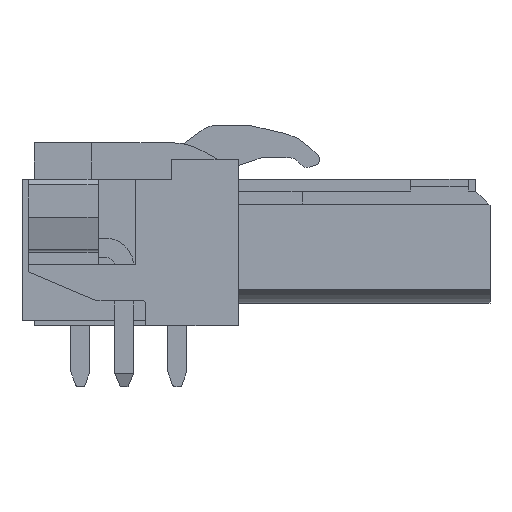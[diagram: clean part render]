
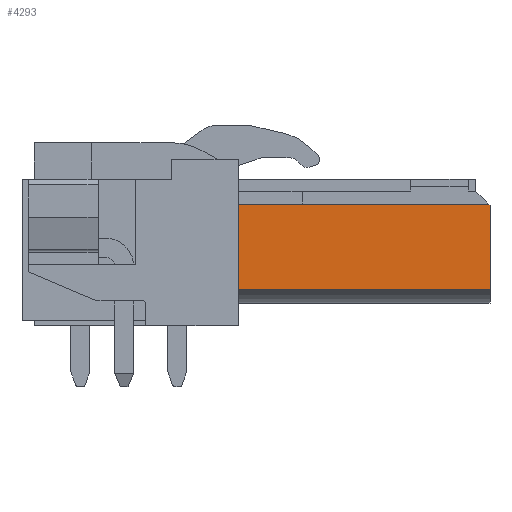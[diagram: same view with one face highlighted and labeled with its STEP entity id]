
A CAD part, left-side view. The second image highlights one B-rep face of the part: STEP entity #4293.
In plain terms, the highlighted planar face has unit normal (-1, 0, 0).
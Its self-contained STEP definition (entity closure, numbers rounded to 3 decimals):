
#4267=AXIS2_PLACEMENT_3D('Plane Axis2P3D',#4264,#4265,#4266) ;
#3980=CARTESIAN_POINT('Vertex',(5.64,13.2,5.12)) ;
#3996=CARTESIAN_POINT('Vertex',(5.64,0.,5.12)) ;
#3999=CARTESIAN_POINT('Line Origine',(5.64,6.6,5.12)) ;
#4240=CARTESIAN_POINT('Vertex',(5.64,13.2,9.59)) ;
#4243=CARTESIAN_POINT('Line Origine',(5.64,6.635,9.59)) ;
#4247=CARTESIAN_POINT('Vertex',(5.64,0.07,9.59)) ;
#4264=CARTESIAN_POINT('Axis2P3D Location',(5.64,0.,10.27)) ;
#4269=CARTESIAN_POINT('Line Origine',(5.64,0.035,9.555)) ;
#4273=CARTESIAN_POINT('Vertex',(5.64,0.,9.52)) ;
#4276=CARTESIAN_POINT('Line Origine',(5.64,13.2,7.355)) ;
#4281=CARTESIAN_POINT('Line Origine',(5.64,0.,7.32)) ;
#4000=DIRECTION('Vector Direction',(0.,1.,0.)) ;
#4244=DIRECTION('Vector Direction',(0.,1.,0.)) ;
#4265=DIRECTION('Axis2P3D Direction',(1.,-0.,0.)) ;
#4266=DIRECTION('Axis2P3D XDirection',(0.,0.,-1.)) ;
#4270=DIRECTION('Vector Direction',(0.,-0.707,-0.707)) ;
#4277=DIRECTION('Vector Direction',(0.,0.,-1.)) ;
#4282=DIRECTION('Vector Direction',(0.,0.,-1.)) ;
#4001=VECTOR('Line Direction',#4000,1.) ;
#4245=VECTOR('Line Direction',#4244,1.) ;
#4271=VECTOR('Line Direction',#4270,1.) ;
#4278=VECTOR('Line Direction',#4277,1.) ;
#4283=VECTOR('Line Direction',#4282,1.) ;
#4287=ORIENTED_EDGE('',*,*,#4275,.F.) ;
#4288=ORIENTED_EDGE('',*,*,#4249,.F.) ;
#4289=ORIENTED_EDGE('',*,*,#4280,.T.) ;
#4290=ORIENTED_EDGE('',*,*,#4003,.F.) ;
#4291=ORIENTED_EDGE('',*,*,#4285,.F.) ;
#4293=ADVANCED_FACE('HOUSING',(#4292),#4268,.F.) ;
#4003=EDGE_CURVE('',#3997,#3981,#4002,.T.) ;
#4249=EDGE_CURVE('',#4241,#4248,#4246,.F.) ;
#4275=EDGE_CURVE('',#4248,#4274,#4272,.T.) ;
#4280=EDGE_CURVE('',#4241,#3981,#4279,.T.) ;
#4285=EDGE_CURVE('',#4274,#3997,#4284,.T.) ;
#4286=EDGE_LOOP('',(#4287,#4288,#4289,#4290,#4291)) ;
#4292=FACE_OUTER_BOUND('',#4286,.T.) ;
#4002=LINE('Line',#3999,#4001) ;
#4246=LINE('Line',#4243,#4245) ;
#4272=LINE('Line',#4269,#4271) ;
#4279=LINE('Line',#4276,#4278) ;
#4284=LINE('Line',#4281,#4283) ;
#4268=PLANE('',#4267) ;
#3981=VERTEX_POINT('',#3980) ;
#3997=VERTEX_POINT('',#3996) ;
#4241=VERTEX_POINT('',#4240) ;
#4248=VERTEX_POINT('',#4247) ;
#4274=VERTEX_POINT('',#4273) ;
